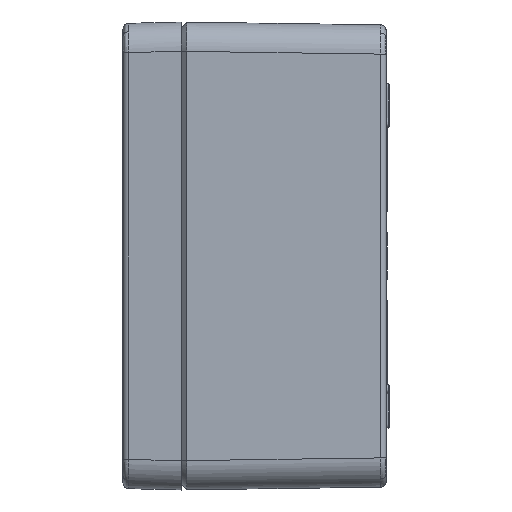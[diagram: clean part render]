
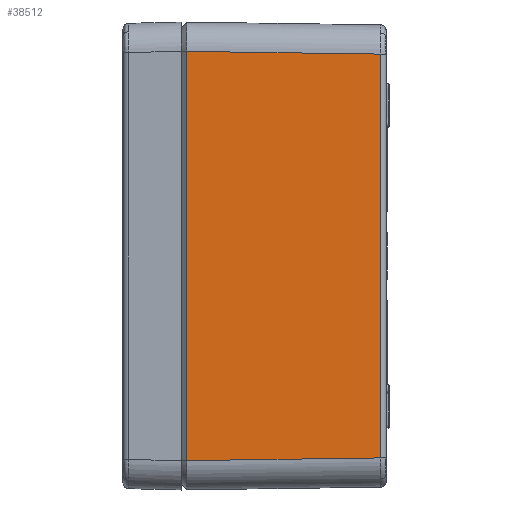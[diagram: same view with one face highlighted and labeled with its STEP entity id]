
A CAD part, left-side view. The second image highlights one B-rep face of the part: STEP entity #38512.
In plain terms, the highlighted planar face has unit normal (-1, -0.014, 0).
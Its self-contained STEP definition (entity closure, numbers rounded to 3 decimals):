
#4455=LINE('',#83535,#6637);
#4460=LINE('',#83594,#6642);
#4468=LINE('',#83625,#6650);
#4469=LINE('',#83626,#6651);
#6637=VECTOR('',#47751,1000.);
#6642=VECTOR('',#47762,1000.);
#6650=VECTOR('',#47778,1000.);
#6651=VECTOR('',#47779,1000.);
#8032=PLANE('',#41631);
#9361=FACE_OUTER_BOUND('',#12299,.T.);
#12299=EDGE_LOOP('',(#28898,#28899,#28900,#28901));
#16916=VERTEX_POINT('',#76232);
#17578=VERTEX_POINT('',#83526);
#17579=VERTEX_POINT('',#83534);
#17586=VERTEX_POINT('',#83593);
#21562=EDGE_CURVE('',#17579,#17578,#4455,.T.);
#21572=EDGE_CURVE('',#16916,#17586,#4460,.T.);
#21582=EDGE_CURVE('',#17578,#16916,#4468,.T.);
#21583=EDGE_CURVE('',#17586,#17579,#4469,.T.);
#28898=ORIENTED_EDGE('',*,*,#21562,.T.);
#28899=ORIENTED_EDGE('',*,*,#21582,.T.);
#28900=ORIENTED_EDGE('',*,*,#21572,.T.);
#28901=ORIENTED_EDGE('',*,*,#21583,.T.);
#38512=ADVANCED_FACE('',(#9361),#8032,.T.);
#41631=AXIS2_PLACEMENT_3D('',#83624,#47776,#47777);
#47751=DIRECTION('',(0.014,-1.,0.014));
#47762=DIRECTION('',(-0.014,1.,0.014));
#47776=DIRECTION('center_axis',(-1.,-0.014,
0.));
#47777=DIRECTION('ref_axis',(0.014,-1.,0.));
#47778=DIRECTION('',(0.,0.,1.));
#47779=DIRECTION('',(0.,0.,-1.));
#76232=CARTESIAN_POINT('',(-179.028,-68.028,69.029));
#83526=CARTESIAN_POINT('',(-179.028,-68.028,-69.029));
#83534=CARTESIAN_POINT('',(-179.947,-1.8,-69.948));
#83535=CARTESIAN_POINT('',(-180.002,2.139,-70.003));
#83593=CARTESIAN_POINT('',(-179.947,-1.8,69.948));
#83594=CARTESIAN_POINT('',(-179.971,-0.081,69.972));
#83624=CARTESIAN_POINT('Origin',(-180.,2.,-80.));
#83625=CARTESIAN_POINT('',(-179.028,-68.028,69.002));
#83626=CARTESIAN_POINT('',(-179.947,-1.8,-69.973));
